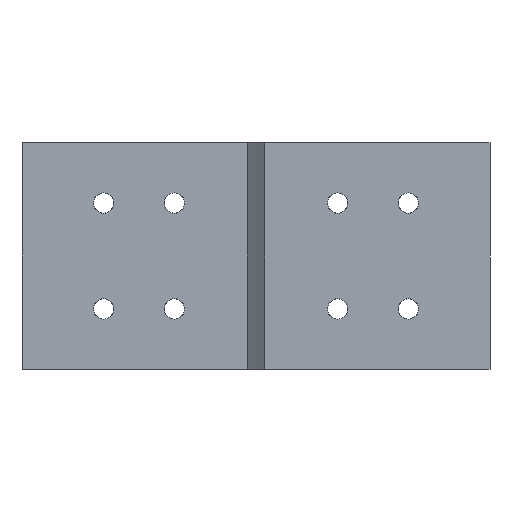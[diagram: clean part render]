
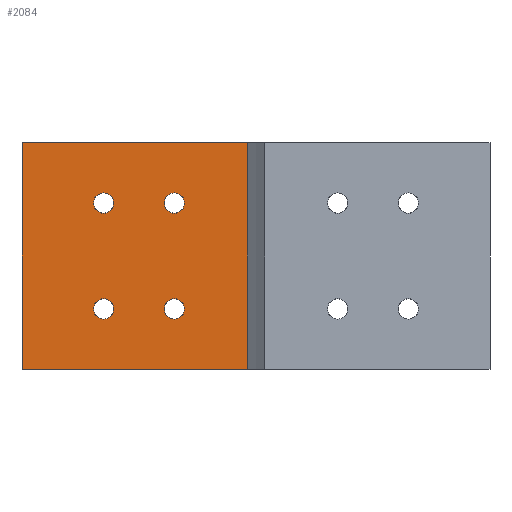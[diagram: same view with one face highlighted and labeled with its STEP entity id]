
A CAD part, front view. The second image highlights one B-rep face of the part: STEP entity #2084.
In plain terms, the highlighted planar face has unit normal (0, -1, 0).
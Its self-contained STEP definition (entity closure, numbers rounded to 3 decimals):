
#49=FACE_BOUND('',#341,.T.);
#50=FACE_BOUND('',#342,.T.);
#51=FACE_BOUND('',#343,.T.);
#52=FACE_BOUND('',#344,.T.);
#120=PLANE('',#2245);
#206=FACE_OUTER_BOUND('',#340,.T.);
#340=EDGE_LOOP('',(#1605,#1606,#1607,#1608));
#341=EDGE_LOOP('',(#1609));
#342=EDGE_LOOP('',(#1610));
#343=EDGE_LOOP('',(#1611));
#344=EDGE_LOOP('',(#1612));
#528=LINE('',#3533,#694);
#529=LINE('',#3536,#695);
#530=LINE('',#3538,#696);
#531=LINE('',#3539,#697);
#694=VECTOR('',#2641,10.);
#695=VECTOR('',#2644,10.);
#696=VECTOR('',#2645,10.);
#697=VECTOR('',#2646,10.);
#787=CIRCLE('',#2150,1.15);
#793=CIRCLE('',#2160,1.15);
#801=CIRCLE('',#2173,1.15);
#807=CIRCLE('',#2183,1.15);
#901=VERTEX_POINT('',#3044);
#909=VERTEX_POINT('',#3144);
#919=VERTEX_POINT('',#3240);
#927=VERTEX_POINT('',#3346);
#989=VERTEX_POINT('',#3529);
#990=VERTEX_POINT('',#3531);
#991=VERTEX_POINT('',#3535);
#992=VERTEX_POINT('',#3537);
#1100=EDGE_CURVE('',#901,#901,#787,.T.);
#1112=EDGE_CURVE('',#909,#909,#793,.T.);
#1127=EDGE_CURVE('',#919,#919,#801,.T.);
#1139=EDGE_CURVE('',#927,#927,#807,.T.);
#1232=EDGE_CURVE('',#989,#990,#528,.T.);
#1233=EDGE_CURVE('',#989,#991,#529,.T.);
#1234=EDGE_CURVE('',#992,#990,#530,.T.);
#1235=EDGE_CURVE('',#991,#992,#531,.T.);
#1605=ORIENTED_EDGE('',*,*,#1233,.F.);
#1606=ORIENTED_EDGE('',*,*,#1232,.T.);
#1607=ORIENTED_EDGE('',*,*,#1234,.F.);
#1608=ORIENTED_EDGE('',*,*,#1235,.F.);
#1609=ORIENTED_EDGE('',*,*,#1100,.T.);
#1610=ORIENTED_EDGE('',*,*,#1112,.T.);
#1611=ORIENTED_EDGE('',*,*,#1127,.T.);
#1612=ORIENTED_EDGE('',*,*,#1139,.T.);
#2084=ADVANCED_FACE('',(#206,#49,#50,#51,#52),#120,.T.);
#2150=AXIS2_PLACEMENT_3D('',#3045,#2377,#2378);
#2160=AXIS2_PLACEMENT_3D('',#3145,#2401,#2402);
#2173=AXIS2_PLACEMENT_3D('',#3241,#2432,#2433);
#2183=AXIS2_PLACEMENT_3D('',#3347,#2456,#2457);
#2245=AXIS2_PLACEMENT_3D('',#3534,#2642,#2643);
#2377=DIRECTION('center_axis',(0.,1.,0.));
#2378=DIRECTION('ref_axis',(-1.,0.,0.));
#2401=DIRECTION('center_axis',(0.,1.,0.));
#2402=DIRECTION('ref_axis',(-1.,0.,0.));
#2432=DIRECTION('center_axis',(0.,1.,0.));
#2433=DIRECTION('ref_axis',(-1.,0.,0.));
#2456=DIRECTION('center_axis',(0.,1.,0.));
#2457=DIRECTION('ref_axis',(-1.,0.,0.));
#2641=DIRECTION('',(0.,0.,-1.));
#2642=DIRECTION('center_axis',(0.,-1.,0.));
#2643=DIRECTION('ref_axis',(-1.,0.,0.));
#2644=DIRECTION('',(1.,0.,0.));
#2645=DIRECTION('',(-1.,0.,0.));
#2646=DIRECTION('',(0.,0.,-1.));
#3044=CARTESIAN_POINT('',(-8.1,77.988,-6.));
#3045=CARTESIAN_POINT('Origin',(-9.25,77.988,-6.));
#3144=CARTESIAN_POINT('',(-16.1,77.988,-6.));
#3145=CARTESIAN_POINT('Origin',(-17.25,77.988,-6.));
#3240=CARTESIAN_POINT('',(-8.1,77.988,6.));
#3241=CARTESIAN_POINT('Origin',(-9.25,77.988,6.));
#3346=CARTESIAN_POINT('',(-16.1,77.988,6.));
#3347=CARTESIAN_POINT('Origin',(-17.25,77.988,6.));
#3529=CARTESIAN_POINT('',(-26.5,77.988,12.85));
#3531=CARTESIAN_POINT('',(-26.5,77.988,-12.85));
#3533=CARTESIAN_POINT('',(-26.5,77.988,12.85));
#3534=CARTESIAN_POINT('Origin',(-1.,77.988,12.85));
#3535=CARTESIAN_POINT('',(-1.,77.988,12.85));
#3536=CARTESIAN_POINT('',(-26.5,77.988,12.85));
#3537=CARTESIAN_POINT('',(-1.,77.988,-12.85));
#3538=CARTESIAN_POINT('',(-26.5,77.988,-12.85));
#3539=CARTESIAN_POINT('',(-1.,77.988,12.85));
